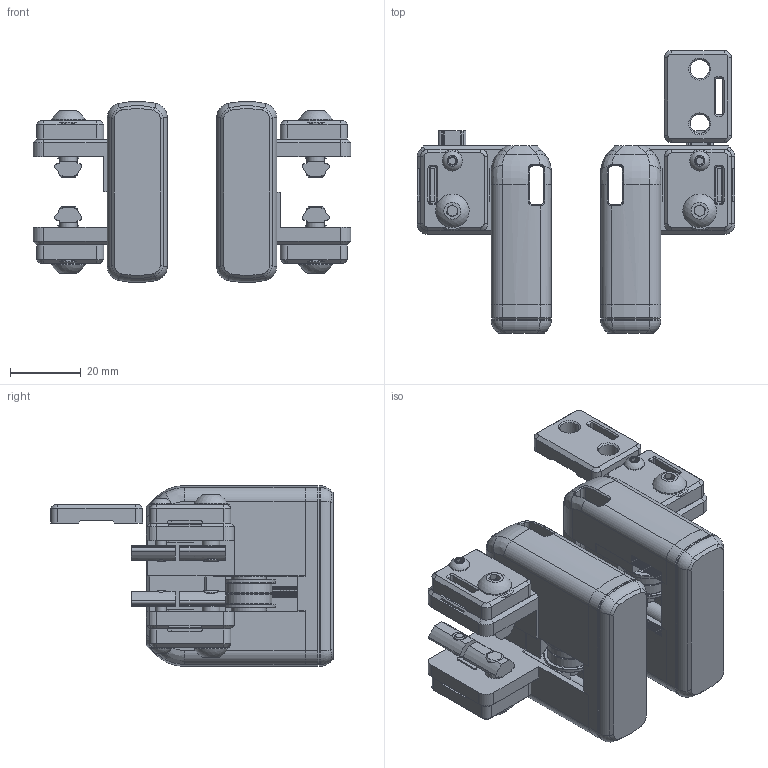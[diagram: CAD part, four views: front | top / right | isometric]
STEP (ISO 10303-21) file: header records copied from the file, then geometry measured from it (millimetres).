
FILE_DESCRIPTION(/* description */ (''),/* implementation_level */ '2;1');
FILE_NAME(/* name */ 'BFI-V2.4 Smooth.step',/* time_stamp */ '2023-10-07T04:08:52-04:00',/* author */ (''),/* organization */ (''),/* preprocessor_version */ 'ST-DEVELOPER v20',/* originating_system */ 'Autodesk Translation Framework v12.14.0.127',/* authorisation */ '');
FILE_SCHEMA (('AUTOMOTIVE_DESIGN { 1 0 10303 214 3 1 1 }'));
Length unit declared in the file: millimetre
Products named in the file (24): BFI-V2.4 Smooth; B Idler; b_idler_hardware; F695-RS Stack - 6mm; A Idler; idler_housing_x2; [a]_tensioner_x2; [a]_idler_cap_x2; [a]_idler_cover_plate_x2; a_idler_hardware; M5 Hex Nut; M3x16 BHCS; M3 2020 Drop-in T-nut; M5x30 BHCS; M5 2020 Drop-in T-nut; 5x18mm Pin; F695-RS Stack - 6mm_1; F695 ZZ; M5 1mm Shim; M5x16 BHCS; 6x3mm Magnet; [a]_belt_clamp_b_x2; [a]_belt_clamp_a_x2; [a]_belt_clamp_rear_x2
Assembly tree (57 placements, depth 5):
  BFI-V2.4 Smooth
    B Idler
      [a]_tensioner_x2
      idler_housing_x2
      [a]_idler_cap_x2
      [a]_idler_cover_plate_x2
      b_idler_hardware
        M5 Hex Nut  x2
        M3x16 BHCS  x2
        M3 2020 Drop-in T-nut  x2
        M5x30 BHCS  x2
        M5 2020 Drop-in T-nut  x2
        5x18mm Pin
        F695-RS Stack - 6mm
          M5 1mm Shim  x2
          F695 ZZ  x2
        M5x16 BHCS  x2
        6x3mm Magnet  x2
      [a]_belt_clamp_a_x2
      [a]_belt_clamp_b_x2
    A Idler
      idler_housing_x2
      [a]_tensioner_x2
      [a]_idler_cap_x2
      [a]_idler_cover_plate_x2
      a_idler_hardware
        M5 Hex Nut  x2
        M3x16 BHCS  x2
        M3 2020 Drop-in T-nut  x2
        M5x30 BHCS  x2
        M5 2020 Drop-in T-nut  x2
        5x18mm Pin
        F695-RS Stack - 6mm_1
          M5 1mm Shim  x2
          F695 ZZ  x2
        M5x16 BHCS  x2
        6x3mm Magnet  x2
      [a]_belt_clamp_b_x2
      [a]_belt_clamp_a_x2
    [a]_belt_clamp_rear_x2
Bounding box: 90 x 80 x 51.17 mm (x, y, z)
Volume: 88149.7 mm3; surface area: 59336.6 mm2
Topology: 51 solids, 51 shells, 2209 faces, 5472 edges, 3416 vertices
Faces by surface type: plane 1299, cylinder 388, cone 338, bspline 124, torus 36, sphere 24
Full cylindrical faces by diameter (mm): 3 x4, 3.086 x4, 3.4 x8, 4.2 x8, 5 x14, 5.3 x4, 5.4 x10, 5.7 x4, 6 x4, 6.1 x4, 6.5 x8, 9.5 x8, 9.7 x4, 10 x4, 11.5 x8, 13 x4, 15 x4
Entity records: 31533 total; most frequent: CARTESIAN_POINT 7546, ORIENTED_EDGE 4896, DIRECTION 4758, EDGE_CURVE 2448, LINE 1660, VECTOR 1660, AXIS2_PLACEMENT_3D 1549, VERTEX_POINT 1529
